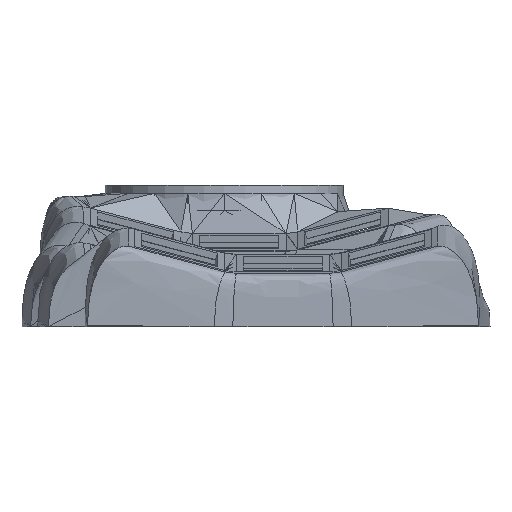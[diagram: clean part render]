
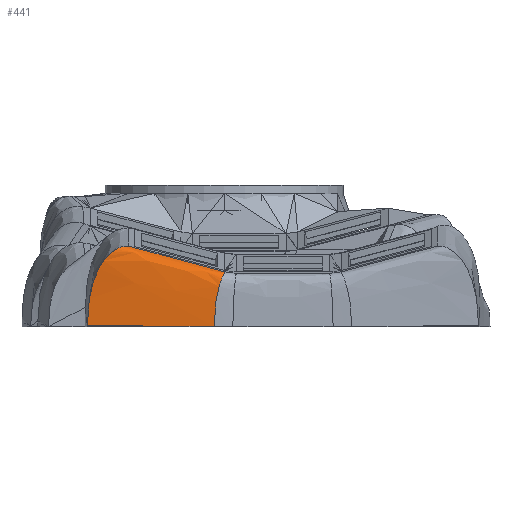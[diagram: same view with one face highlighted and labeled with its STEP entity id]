
A CAD part, left-side view. The second image highlights one B-rep face of the part: STEP entity #441.
In plain terms, the highlighted free-form (B-spline) face has degree [3, 3] with [4, 4] control points.
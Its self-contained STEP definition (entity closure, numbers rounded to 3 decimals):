
#63 = VERTEX_POINT('',#64);
#64 = CARTESIAN_POINT('',(-54.928,38.183,
    11.652));
#163 = VERTEX_POINT('',#164);
#164 = CARTESIAN_POINT('',(-56.662,40.017,2.001)
  );
#171 = EDGE_CURVE('',#163,#63,#172,.T.);
#172 = B_SPLINE_CURVE_WITH_KNOTS('',3,(#173,#174,#175,#176),
  .UNSPECIFIED.,.F.,.F.,(4,4),(0.,1.),.PIECEWISE_BEZIER_KNOTS.);
#173 = CARTESIAN_POINT('',(-56.662,40.017,2.001));
#174 = CARTESIAN_POINT('',(-56.662,40.017,8.685
    ));
#175 = CARTESIAN_POINT('',(-57.384,38.183,
    11.219));
#176 = CARTESIAN_POINT('',(-54.928,38.183,
    11.652));
#200 = EDGE_CURVE('',#63,#201,#203,.T.);
#201 = VERTEX_POINT('',#202);
#202 = CARTESIAN_POINT('',(-55.317,55.06,
    16.175));
#203 = B_SPLINE_CURVE_WITH_KNOTS('',3,(#204,#205,#206,#207),
  .UNSPECIFIED.,.F.,.F.,(4,4),(0.,1.),.PIECEWISE_BEZIER_KNOTS.);
#204 = CARTESIAN_POINT('',(-54.928,38.183,
    11.652));
#205 = CARTESIAN_POINT('',(-55.057,43.809,
    13.16));
#206 = CARTESIAN_POINT('',(-55.187,49.435,
    14.668));
#207 = CARTESIAN_POINT('',(-55.317,55.06,
    16.175));
#441 = ADVANCED_FACE('',(#442),#462,.F.);
#442 = FACE_BOUND('',#443,.F.);
#443 = EDGE_LOOP('',(#444,#445,#454,#461));
#444 = ORIENTED_EDGE('',*,*,#171,.F.);
#445 = ORIENTED_EDGE('',*,*,#446,.T.);
#446 = EDGE_CURVE('',#163,#447,#449,.T.);
#447 = VERTEX_POINT('',#448);
#448 = CARTESIAN_POINT('',(-56.441,62.357,
    2.194));
#449 = B_SPLINE_CURVE_WITH_KNOTS('',3,(#450,#451,#452,#453),
  .UNSPECIFIED.,.F.,.F.,(4,4),(0.,1.),.PIECEWISE_BEZIER_KNOTS.);
#450 = CARTESIAN_POINT('',(-56.662,40.017,2.001));
#451 = CARTESIAN_POINT('',(-56.588,47.464,
    2.065));
#452 = CARTESIAN_POINT('',(-56.515,54.911,2.13
    ));
#453 = CARTESIAN_POINT('',(-56.441,62.357,
    2.194));
#454 = ORIENTED_EDGE('',*,*,#455,.T.);
#455 = EDGE_CURVE('',#447,#201,#456,.T.);
#456 = B_SPLINE_CURVE_WITH_KNOTS('',3,(#457,#458,#459,#460),
  .UNSPECIFIED.,.F.,.F.,(4,4),(0.,1.),.PIECEWISE_BEZIER_KNOTS.);
#457 = CARTESIAN_POINT('',(-56.441,62.357,
    2.194));
#458 = CARTESIAN_POINT('',(-56.441,62.357,
    12.787));
#459 = CARTESIAN_POINT('',(-58.195,57.76,
    16.402));
#460 = CARTESIAN_POINT('',(-55.317,55.06,
    16.175));
#461 = ORIENTED_EDGE('',*,*,#200,.F.);
#462 = B_SPLINE_SURFACE_WITH_KNOTS('',3,3,(
    (#463,#464,#465,#466)
    ,(#467,#468,#469,#470)
    ,(#471,#472,#473,#474)
    ,(#475,#476,#477,#478
    )),.UNSPECIFIED.,.F.,.F.,.F.,(4,4),(4,4),(0.,1.),(0.,1.),
  .PIECEWISE_BEZIER_KNOTS.);
#463 = CARTESIAN_POINT('',(-56.662,40.017,2.001));
#464 = CARTESIAN_POINT('',(-56.662,40.017,8.685
    ));
#465 = CARTESIAN_POINT('',(-57.384,38.183,
    11.219));
#466 = CARTESIAN_POINT('',(-54.928,38.183,
    11.652));
#467 = CARTESIAN_POINT('',(-56.588,47.464,
    2.065));
#468 = CARTESIAN_POINT('',(-56.588,47.464,
    8.749));
#469 = CARTESIAN_POINT('',(-57.513,43.809,
    12.727));
#470 = CARTESIAN_POINT('',(-55.057,43.809,
    13.16));
#471 = CARTESIAN_POINT('',(-56.515,54.911,2.13
    ));
#472 = CARTESIAN_POINT('',(-56.515,54.911,
    12.723));
#473 = CARTESIAN_POINT('',(-58.065,52.134,
    14.895));
#474 = CARTESIAN_POINT('',(-55.187,49.435,
    14.668));
#475 = CARTESIAN_POINT('',(-56.441,62.357,
    2.194));
#476 = CARTESIAN_POINT('',(-56.441,62.357,
    12.787));
#477 = CARTESIAN_POINT('',(-58.195,57.76,
    16.402));
#478 = CARTESIAN_POINT('',(-55.317,55.06,
    16.175));
